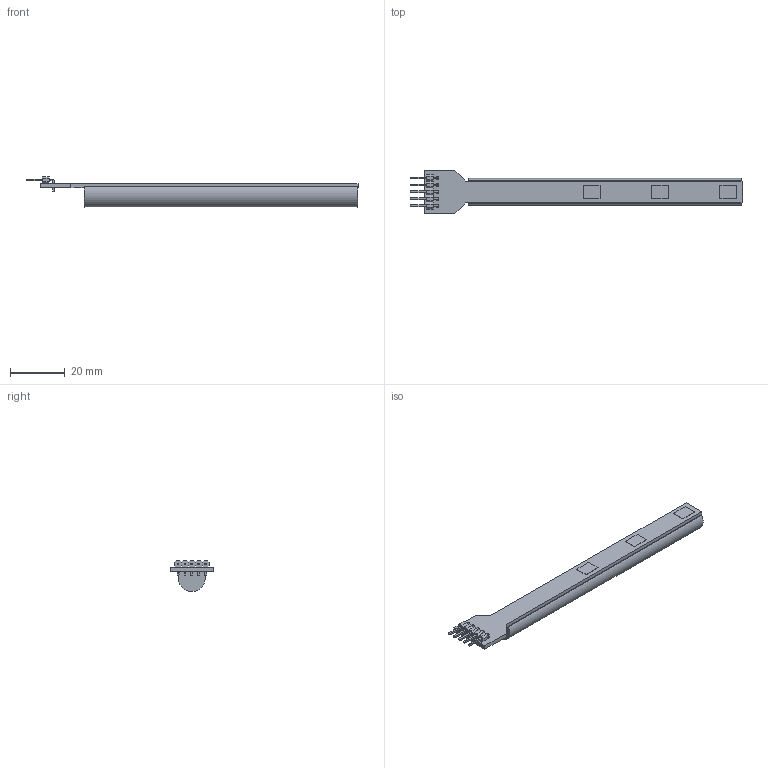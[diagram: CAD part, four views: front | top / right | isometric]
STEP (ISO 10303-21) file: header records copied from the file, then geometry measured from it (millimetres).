
FILE_DESCRIPTION(/* description */ (''),/* implementation_level */ '2;1');
FILE_NAME(/* name */ 'base_thermo v2.step',/* time_stamp */ '2019-03-15T18:10:50-03:00',/* author */ ('vinicius.silvaoliveira'),/* organization */ (''),/* preprocessor_version */ 'ST-DEVELOPER v17.2',/* originating_system */ 'Autodesk Translation Framework v7.6.0.251',/* authorisation */ '');
FILE_SCHEMA (('AUTOMOTIVE_DESIGN { 1 0 10303 214 3 1 1 }'));
Length unit declared in the file: millimetre
Products named in the file (6): base_thermo; termometro; PCB Component; Board; LM35DM; 1X05/90
Assembly tree (7 placements, depth 4):
  base_thermo
    termometro
      PCB Component
        Board
        LM35DM  x3
        1X05/90
Bounding box: 121.37 x 16 x 11.31 mm (x, y, z)
Volume: 7932.4 mm3; surface area: 6003.8 mm2
Topology: 6 solids, 6 shells, 181 faces, 437 edges, 278 vertices
Faces by surface type: plane 165, cylinder 16
Full cylindrical faces by diameter (mm): 1.016 x5
Entity records: 5114 total; most frequent: CARTESIAN_POINT 857, ORIENTED_EDGE 826, DIRECTION 809, EDGE_CURVE 413, LINE 381, VECTOR 381, VERTEX_POINT 262, AXIS2_PLACEMENT_3D 214
